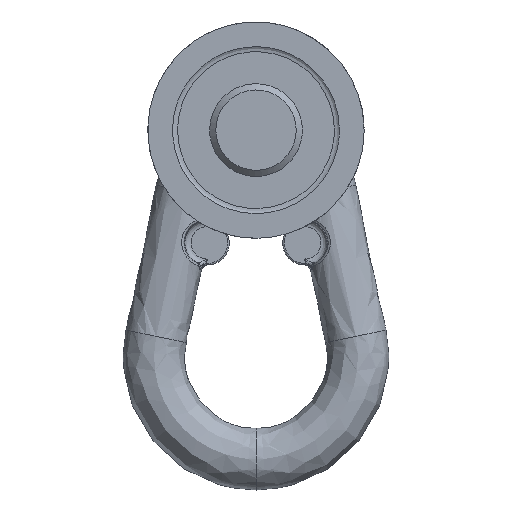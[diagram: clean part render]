
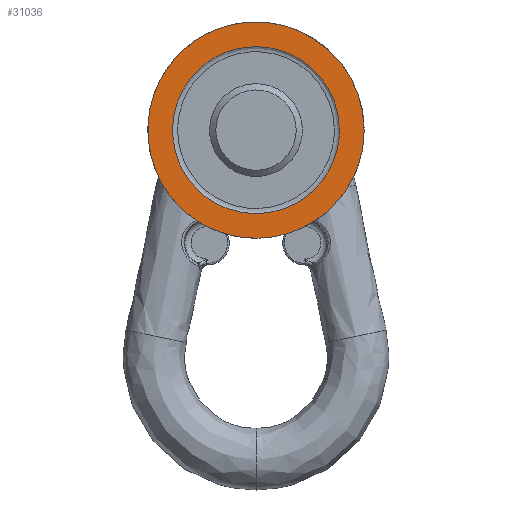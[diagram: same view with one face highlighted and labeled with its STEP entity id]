
A CAD part, front view. The second image highlights one B-rep face of the part: STEP entity #31036.
In plain terms, the highlighted free-form (B-spline) face has degree [1, 1] with [2, 2] control points.
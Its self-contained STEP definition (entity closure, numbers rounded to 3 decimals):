
#30970=CARTESIAN_POINT('V2950',(27.0,-8.1,0.0));
#30971=VERTEX_POINT('V2950',#30970);
#30972=CARTESIAN_POINT('E998',(27.0,-8.1,0.0));
#30973=CARTESIAN_POINT('E998',(27.0,-8.1,
   46.765));
#30974=CARTESIAN_POINT('E998',(-13.5,
   -8.1,23.383));
#30975=CARTESIAN_POINT('E998',(-54.0,-8.1,
   0.));
#30976=CARTESIAN_POINT('E998',(-13.5,
   -8.1,-23.383));
#30977=CARTESIAN_POINT('E998',(27.0,-8.1,
   -46.765));
#30978=CARTESIAN_POINT('E998',(27.0,-8.1,0.0));
#30986=(BOUNDED_CURVE()B_SPLINE_CURVE(2,(#30972,#30973,#30974,
   #30975,#30976,#30977,#30978),.CIRCULAR_ARC.,.T.,.U.)
   B_SPLINE_CURVE_WITH_KNOTS((3,2,2,3),(0.0,49.233,
   98.466,147.699),.UNSPECIFIED.)CURVE()
   GEOMETRIC_REPRESENTATION_ITEM()RATIONAL_B_SPLINE_CURVE((1.0,
   0.5,1.0,0.5,1.0,0.5,1.0)
   )REPRESENTATION_ITEM('E998'));
#30987=EDGE_CURVE('E998',#30971,#30971,#30986,.T.);
#31007=CARTESIAN_POINT('F422',(38.5,-8.1,
   -38.5));
#31008=CARTESIAN_POINT('F422',(38.5,-8.1,
   38.5));
#31009=CARTESIAN_POINT('F422',(-38.5,
   -8.1,-38.5));
#31010=CARTESIAN_POINT('F422',(-38.5,
   -8.1,38.5));
#31011=QUASI_UNIFORM_SURFACE('F422',1,1,((#31007,#31009),(#31008,
   #31010)),.PLANE_SURF.,.F.,.F.,.U.);
#31012=CARTESIAN_POINT('V2951',(35.0,-8.1,0.0));
#31013=VERTEX_POINT('V2951',#31012);
#31014=CARTESIAN_POINT('E1000',(35.0,-8.1,0.0));
#31015=CARTESIAN_POINT('E1000',(35.0,-8.1,
   60.622));
#31016=CARTESIAN_POINT('E1000',(-17.5,
   -8.1,30.311));
#31017=CARTESIAN_POINT('E1000',(-70.0,-8.1,
   0.));
#31018=CARTESIAN_POINT('E1000',(-17.5,
   -8.1,-30.311));
#31019=CARTESIAN_POINT('E1000',(35.0,-8.1,
   -60.622));
#31020=CARTESIAN_POINT('E1000',(35.0,-8.1,0.0));
#31028=(BOUNDED_CURVE()B_SPLINE_CURVE(2,(#31014,#31015,#31016,
   #31017,#31018,#31019,#31020),.CIRCULAR_ARC.,.T.,.U.)
   B_SPLINE_CURVE_WITH_KNOTS((3,2,2,3),(0.0,2.957,
   5.914,8.871),.UNSPECIFIED.)CURVE()
   GEOMETRIC_REPRESENTATION_ITEM()RATIONAL_B_SPLINE_CURVE((1.0,
   0.5,1.0,0.5,1.0,0.5,1.0)
   )REPRESENTATION_ITEM('E1000'));
#31029=EDGE_CURVE('E1000',#31013,#31013,#31028,.T.);
#31030=ORIENTED_EDGE('E1000',*,*,#31029,.T.);
#31031=EDGE_LOOP('F422',(#31030));
#31032=FACE_OUTER_BOUND('F422',#31031,.T.);
#31033=ORIENTED_EDGE('E998',*,*,#30987,.F.);
#31034=EDGE_LOOP('F422',(#31033));
#31035=FACE_BOUND('F422',#31034,.T.);
#31036=ADVANCED_FACE('F422',(#31032,#31035),#31011,.T.);
